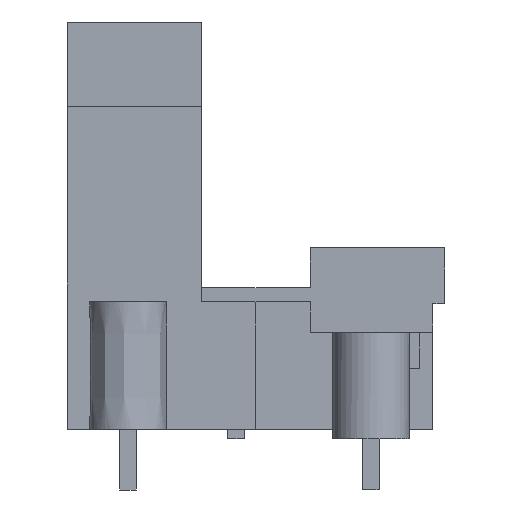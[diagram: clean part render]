
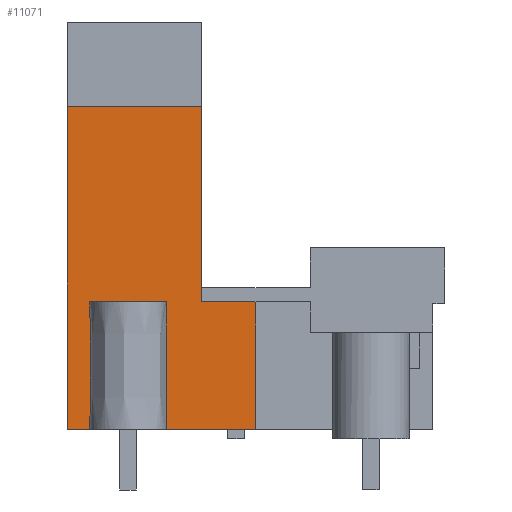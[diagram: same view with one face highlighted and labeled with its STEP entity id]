
A CAD part, left-side view. The second image highlights one B-rep face of the part: STEP entity #11071.
In plain terms, the highlighted planar face has unit normal (-1, 0, 0).
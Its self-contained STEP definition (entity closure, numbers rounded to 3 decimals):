
#11020=AXIS2_PLACEMENT_3D('Plane Axis2P3D',#11017,#11018,#11019) ;
#3863=CARTESIAN_POINT('Line Origine',(3.84,22.779,3.8)) ;
#3867=CARTESIAN_POINT('Vertex',(3.84,23.67,3.8)) ;
#3869=CARTESIAN_POINT('Vertex',(3.84,21.887,3.8)) ;
#4065=CARTESIAN_POINT('Vertex',(3.84,11.84,3.8)) ;
#4068=CARTESIAN_POINT('Line Origine',(3.84,14.846,3.8)) ;
#4072=CARTESIAN_POINT('Vertex',(3.84,17.853,3.8)) ;
#10532=CARTESIAN_POINT('Vertex',(3.84,15.24,12.7)) ;
#10562=CARTESIAN_POINT('Line Origine',(3.84,15.24,12.25)) ;
#10566=CARTESIAN_POINT('Vertex',(3.84,15.24,11.8)) ;
#10590=CARTESIAN_POINT('Vertex',(3.84,11.84,11.8)) ;
#10607=CARTESIAN_POINT('Line Origine',(3.84,13.54,11.8)) ;
#10855=CARTESIAN_POINT('Line Origine',(3.84,23.67,13.93)) ;
#10859=CARTESIAN_POINT('Vertex',(3.84,23.67,24.06)) ;
#11017=CARTESIAN_POINT('Axis2P3D Location',(3.84,23.67,3.2)) ;
#11022=CARTESIAN_POINT('Line Origine',(3.84,15.24,18.38)) ;
#11026=CARTESIAN_POINT('Vertex',(3.84,15.24,24.06)) ;
#11029=CARTESIAN_POINT('Line Origine',(3.84,19.455,24.06)) ;
#11034=CARTESIAN_POINT('Line Origine',(3.84,21.887,7.8)) ;
#11038=CARTESIAN_POINT('Vertex',(3.84,21.887,11.8)) ;
#11041=CARTESIAN_POINT('Line Origine',(3.84,19.87,11.8)) ;
#11045=CARTESIAN_POINT('Vertex',(3.84,17.853,11.8)) ;
#11048=CARTESIAN_POINT('Line Origine',(3.84,17.853,7.8)) ;
#11053=CARTESIAN_POINT('Line Origine',(3.84,11.84,7.8)) ;
#3864=DIRECTION('Vector Direction',(0.,-1.,0.)) ;
#4069=DIRECTION('Vector Direction',(0.,-1.,0.)) ;
#10563=DIRECTION('Vector Direction',(0.,0.,-1.)) ;
#10608=DIRECTION('Vector Direction',(0.,1.,0.)) ;
#10856=DIRECTION('Vector Direction',(0.,0.,1.)) ;
#11018=DIRECTION('Axis2P3D Direction',(-1.,0.,0.)) ;
#11019=DIRECTION('Axis2P3D XDirection',(0.,-1.,0.)) ;
#11023=DIRECTION('Vector Direction',(0.,0.,-1.)) ;
#11030=DIRECTION('Vector Direction',(0.,-1.,0.)) ;
#11035=DIRECTION('Vector Direction',(0.,0.,1.)) ;
#11042=DIRECTION('Vector Direction',(0.,1.,0.)) ;
#11049=DIRECTION('Vector Direction',(0.,0.,1.)) ;
#11054=DIRECTION('Vector Direction',(0.,0.,1.)) ;
#3865=VECTOR('Line Direction',#3864,1.) ;
#4070=VECTOR('Line Direction',#4069,1.) ;
#10564=VECTOR('Line Direction',#10563,1.) ;
#10609=VECTOR('Line Direction',#10608,1.) ;
#10857=VECTOR('Line Direction',#10856,1.) ;
#11024=VECTOR('Line Direction',#11023,1.) ;
#11031=VECTOR('Line Direction',#11030,1.) ;
#11036=VECTOR('Line Direction',#11035,1.) ;
#11043=VECTOR('Line Direction',#11042,1.) ;
#11050=VECTOR('Line Direction',#11049,1.) ;
#11055=VECTOR('Line Direction',#11054,1.) ;
#11059=ORIENTED_EDGE('',*,*,#11028,.F.) ;
#11060=ORIENTED_EDGE('',*,*,#11033,.T.) ;
#11061=ORIENTED_EDGE('',*,*,#10861,.T.) ;
#11062=ORIENTED_EDGE('',*,*,#3871,.T.) ;
#11063=ORIENTED_EDGE('',*,*,#11040,.T.) ;
#11064=ORIENTED_EDGE('',*,*,#11047,.F.) ;
#11065=ORIENTED_EDGE('',*,*,#11052,.F.) ;
#11066=ORIENTED_EDGE('',*,*,#4074,.T.) ;
#11067=ORIENTED_EDGE('',*,*,#11057,.T.) ;
#11068=ORIENTED_EDGE('',*,*,#10611,.T.) ;
#11069=ORIENTED_EDGE('',*,*,#10568,.F.) ;
#11071=ADVANCED_FACE('HOUSING',(#11070),#11021,.T.) ;
#3871=EDGE_CURVE('',#3868,#3870,#3866,.T.) ;
#4074=EDGE_CURVE('',#4073,#4066,#4071,.T.) ;
#10568=EDGE_CURVE('',#10533,#10567,#10565,.T.) ;
#10611=EDGE_CURVE('',#10591,#10567,#10610,.T.) ;
#10861=EDGE_CURVE('',#10860,#3868,#10858,.F.) ;
#11028=EDGE_CURVE('',#11027,#10533,#11025,.T.) ;
#11033=EDGE_CURVE('',#11027,#10860,#11032,.F.) ;
#11040=EDGE_CURVE('',#3870,#11039,#11037,.T.) ;
#11047=EDGE_CURVE('',#11046,#11039,#11044,.T.) ;
#11052=EDGE_CURVE('',#4073,#11046,#11051,.T.) ;
#11057=EDGE_CURVE('',#4066,#10591,#11056,.T.) ;
#11058=EDGE_LOOP('',(#11059,#11060,#11061,#11062,#11063,#11064,#11065,#11066,#11067,#11068,#11069)) ;
#11070=FACE_OUTER_BOUND('',#11058,.T.) ;
#3866=LINE('Line',#3863,#3865) ;
#4071=LINE('Line',#4068,#4070) ;
#10565=LINE('Line',#10562,#10564) ;
#10610=LINE('Line',#10607,#10609) ;
#10858=LINE('Line',#10855,#10857) ;
#11025=LINE('Line',#11022,#11024) ;
#11032=LINE('Line',#11029,#11031) ;
#11037=LINE('Line',#11034,#11036) ;
#11044=LINE('Line',#11041,#11043) ;
#11051=LINE('Line',#11048,#11050) ;
#11056=LINE('Line',#11053,#11055) ;
#11021=PLANE('',#11020) ;
#3868=VERTEX_POINT('',#3867) ;
#3870=VERTEX_POINT('',#3869) ;
#4066=VERTEX_POINT('',#4065) ;
#4073=VERTEX_POINT('',#4072) ;
#10533=VERTEX_POINT('',#10532) ;
#10567=VERTEX_POINT('',#10566) ;
#10591=VERTEX_POINT('',#10590) ;
#10860=VERTEX_POINT('',#10859) ;
#11027=VERTEX_POINT('',#11026) ;
#11039=VERTEX_POINT('',#11038) ;
#11046=VERTEX_POINT('',#11045) ;
